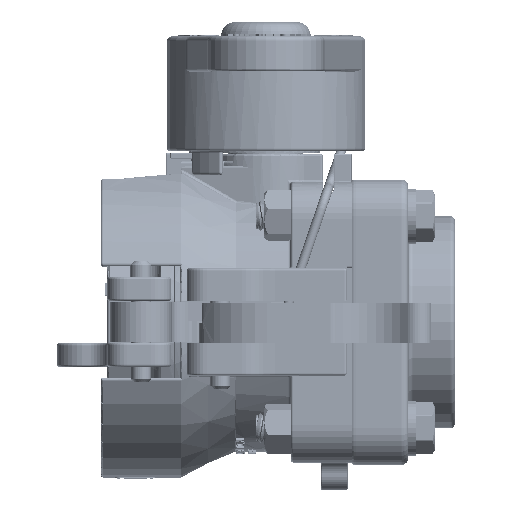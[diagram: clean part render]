
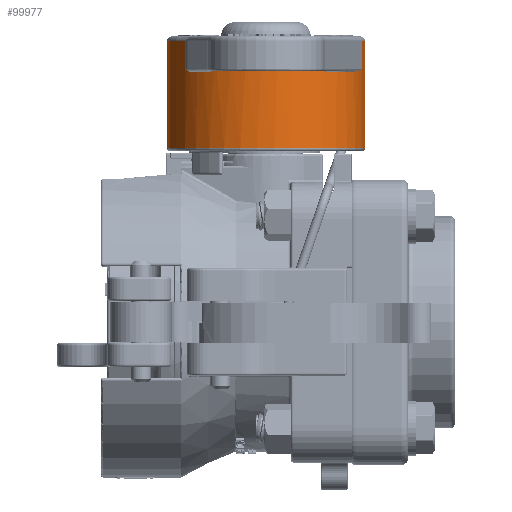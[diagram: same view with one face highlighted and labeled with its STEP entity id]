
A CAD part, top view. The second image highlights one B-rep face of the part: STEP entity #99977.
In plain terms, the highlighted cylindrical face has radius 31.547 mm (diameter 63.094 mm), a partial arc.
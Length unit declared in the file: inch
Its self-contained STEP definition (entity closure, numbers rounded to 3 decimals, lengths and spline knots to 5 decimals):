
#5811=CYLINDRICAL_SURFACE('',#107525,1.242);
#8495=LINE('',#216182,#17588);
#8497=LINE('',#216188,#17590);
#8498=LINE('',#216192,#17591);
#8499=LINE('',#216212,#17592);
#8500=LINE('',#216216,#17593);
#8501=LINE('',#216243,#17594);
#17588=VECTOR('',#119337,0.3937);
#17590=VECTOR('',#119343,0.3937);
#17591=VECTOR('',#119346,0.3937);
#17592=VECTOR('',#119349,0.3937);
#17593=VECTOR('',#119352,0.3937);
#17594=VECTOR('',#119355,0.3937);
#26323=FACE_OUTER_BOUND('',#32301,.T.);
#32301=EDGE_LOOP('',(#76971,#76972,#76973,#76974,#76975,#76976,#76977,#76978,
#76979,#76980,#76981,#76982,#76983,#76984,#76985,#76986,#76987));
#37789=CIRCLE('',#107500,1.242);
#37805=CIRCLE('',#107526,1.242);
#37806=CIRCLE('',#107527,1.242);
#37807=CIRCLE('',#107528,1.242);
#37808=CIRCLE('',#107529,1.242);
#37809=CIRCLE('',#107530,1.242);
#39669=B_SPLINE_CURVE_WITH_KNOTS('',3,(#216194,#216195,#216196,#216197,
#216198,#216199),.UNSPECIFIED.,.F.,.F.,(4,2,4),(0.,0.35584,0.65639),
 .UNSPECIFIED.);
#39670=B_SPLINE_CURVE_WITH_KNOTS('',3,(#216203,#216204,#216205,#216206,
#216207,#216208,#216209,#216210),.UNSPECIFIED.,.F.,.F.,(4,2,2,4),(0.58101,
0.6305,0.77123,0.77171),.UNSPECIFIED.);
#39671=B_SPLINE_CURVE_WITH_KNOTS('',3,(#216218,#216219,#216220,#216221,
#216222,#216223,#216224,#216225),.UNSPECIFIED.,.F.,.F.,(4,2,2,4),(-0.00055,
0.,0.1598,0.21601),.UNSPECIFIED.);
#39672=B_SPLINE_CURVE_WITH_KNOTS('',3,(#216229,#216230,#216231,#216232),
 .UNSPECIFIED.,.F.,.F.,(4,4),(0.53352,0.53599),
 .UNSPECIFIED.);
#39673=B_SPLINE_CURVE_WITH_KNOTS('',3,(#216234,#216235,#216236,#216237,
#216238,#216239,#216240,#216241),.UNSPECIFIED.,.F.,.F.,(4,2,2,4),(0.68771,
0.73808,1.01106,1.01211),.UNSPECIFIED.);
#45355=VERTEX_POINT('',#216120);
#45356=VERTEX_POINT('',#216124);
#45366=VERTEX_POINT('',#216181);
#45368=VERTEX_POINT('',#216187);
#45369=VERTEX_POINT('',#216189);
#45370=VERTEX_POINT('',#216191);
#45371=VERTEX_POINT('',#216193);
#45372=VERTEX_POINT('',#216200);
#45373=VERTEX_POINT('',#216202);
#45374=VERTEX_POINT('',#216211);
#45375=VERTEX_POINT('',#216213);
#45376=VERTEX_POINT('',#216215);
#45377=VERTEX_POINT('',#216217);
#45378=VERTEX_POINT('',#216226);
#45379=VERTEX_POINT('',#216228);
#45380=VERTEX_POINT('',#216233);
#45381=VERTEX_POINT('',#216242);
#56918=EDGE_CURVE('',#45355,#45356,#37789,.T.);
#56937=EDGE_CURVE('',#45356,#45366,#8495,.T.);
#56940=EDGE_CURVE('',#45368,#45355,#8497,.T.);
#56941=EDGE_CURVE('',#45369,#45368,#37805,.T.);
#56942=EDGE_CURVE('',#45369,#45370,#8498,.T.);
#56943=EDGE_CURVE('',#45371,#45370,#39669,.F.);
#56944=EDGE_CURVE('',#45371,#45372,#37806,.T.);
#56945=EDGE_CURVE('',#45373,#45372,#39670,.F.);
#56946=EDGE_CURVE('',#45374,#45373,#8499,.T.);
#56947=EDGE_CURVE('',#45375,#45374,#37807,.T.);
#56948=EDGE_CURVE('',#45376,#45375,#8500,.T.);
#56949=EDGE_CURVE('',#45377,#45376,#39671,.F.);
#56950=EDGE_CURVE('',#45377,#45378,#37808,.T.);
#56951=EDGE_CURVE('',#45379,#45378,#39672,.F.);
#56952=EDGE_CURVE('',#45380,#45379,#39673,.F.);
#56953=EDGE_CURVE('',#45381,#45380,#8501,.T.);
#56954=EDGE_CURVE('',#45366,#45381,#37809,.T.);
#76971=ORIENTED_EDGE('',*,*,#56918,.F.);
#76972=ORIENTED_EDGE('',*,*,#56940,.F.);
#76973=ORIENTED_EDGE('',*,*,#56941,.F.);
#76974=ORIENTED_EDGE('',*,*,#56942,.T.);
#76975=ORIENTED_EDGE('',*,*,#56943,.F.);
#76976=ORIENTED_EDGE('',*,*,#56944,.T.);
#76977=ORIENTED_EDGE('',*,*,#56945,.F.);
#76978=ORIENTED_EDGE('',*,*,#56946,.F.);
#76979=ORIENTED_EDGE('',*,*,#56947,.F.);
#76980=ORIENTED_EDGE('',*,*,#56948,.F.);
#76981=ORIENTED_EDGE('',*,*,#56949,.F.);
#76982=ORIENTED_EDGE('',*,*,#56950,.T.);
#76983=ORIENTED_EDGE('',*,*,#56951,.F.);
#76984=ORIENTED_EDGE('',*,*,#56952,.F.);
#76985=ORIENTED_EDGE('',*,*,#56953,.F.);
#76986=ORIENTED_EDGE('',*,*,#56954,.F.);
#76987=ORIENTED_EDGE('',*,*,#56937,.F.);
#99977=ADVANCED_FACE('',(#26323),#5811,.T.);
#107500=AXIS2_PLACEMENT_3D('',#216126,#119286,#119287);
#107525=AXIS2_PLACEMENT_3D('',#216186,#119341,#119342);
#107526=AXIS2_PLACEMENT_3D('',#216190,#119344,#119345);
#107527=AXIS2_PLACEMENT_3D('',#216201,#119347,#119348);
#107528=AXIS2_PLACEMENT_3D('',#216214,#119350,#119351);
#107529=AXIS2_PLACEMENT_3D('',#216227,#119353,#119354);
#107530=AXIS2_PLACEMENT_3D('',#216244,#119356,#119357);
#119286=DIRECTION('center_axis',(0.,-1.,0.));
#119287=DIRECTION('ref_axis',(1.,0.,0.));
#119337=DIRECTION('',(0.,1.,0.));
#119341=DIRECTION('center_axis',(0.,-1.,0.));
#119342=DIRECTION('ref_axis',(1.,0.,0.));
#119343=DIRECTION('',(0.,-1.,0.));
#119344=DIRECTION('center_axis',(0.,1.,0.));
#119345=DIRECTION('ref_axis',(-0.328,0.,-0.945));
#119346=DIRECTION('',(0.,-1.,0.));
#119347=DIRECTION('center_axis',(0.,-1.,0.));
#119348=DIRECTION('ref_axis',(-0.822,0.,0.569));
#119349=DIRECTION('',(0.,-1.,0.));
#119350=DIRECTION('center_axis',(0.,1.,0.));
#119351=DIRECTION('ref_axis',(0.999,0.,-0.035));
#119352=DIRECTION('',(0.,1.,0.));
#119353=DIRECTION('center_axis',(0.,-1.,0.));
#119354=DIRECTION('ref_axis',(-0.822,0.,0.569));
#119355=DIRECTION('',(0.,-1.,0.));
#119356=DIRECTION('center_axis',(0.,1.,0.));
#119357=DIRECTION('ref_axis',(-0.159,0.,0.987));
#216120=CARTESIAN_POINT('',(-0.99635,-1.4,-0.74152));
#216124=CARTESIAN_POINT('',(-0.99635,-1.4,0.74152));
#216126=CARTESIAN_POINT('Origin',(0.,-1.4,0.));
#216181=CARTESIAN_POINT('',(-0.99635,-0.06,0.74152));
#216182=CARTESIAN_POINT('',(-0.99635,0.,0.74152));
#216186=CARTESIAN_POINT('Origin',(0.,0.,0.));
#216187=CARTESIAN_POINT('',(-0.99635,-0.06,-0.74152));
#216188=CARTESIAN_POINT('',(-0.99635,0.,-0.74152));
#216189=CARTESIAN_POINT('',(0.32145,-0.06,-1.19968));
#216190=CARTESIAN_POINT('Origin',(0.,-0.06,0.));
#216191=CARTESIAN_POINT('',(0.32145,-0.41,-1.19968));
#216192=CARTESIAN_POINT('',(0.32145,0.,-1.19968));
#216193=CARTESIAN_POINT('',(0.57577,-0.44,-1.10048));
#216194=CARTESIAN_POINT('Ctrl Pts',(0.32145,-0.41,-1.19968));
#216195=CARTESIAN_POINT('Ctrl Pts',(0.36603,-0.41717,
-1.18774));
#216196=CARTESIAN_POINT('Ctrl Pts',(0.41858,-0.42571,
-1.17026));
#216197=CARTESIAN_POINT('Ctrl Pts',(0.49799,-0.43586,
-1.13847));
#216198=CARTESIAN_POINT('Ctrl Pts',(0.54083,-0.44,-1.11876));
#216199=CARTESIAN_POINT('Ctrl Pts',(0.57577,-0.44,-1.10048));
#216200=CARTESIAN_POINT('',(0.99216,-0.44,-0.74712));
#216201=CARTESIAN_POINT('Origin',(0.,-0.44,0.));
#216202=CARTESIAN_POINT('',(1.03018,-0.41,-0.69376));
#216203=CARTESIAN_POINT('Ctrl Pts',(0.99216,-0.44,-0.74712));
#216204=CARTESIAN_POINT('Ctrl Pts',(0.99487,-0.44,
-0.74352));
#216205=CARTESIAN_POINT('Ctrl Pts',(0.998,-0.43941,
-0.73932));
#216206=CARTESIAN_POINT('Ctrl Pts',(1.01163,-0.43322,
-0.72074));
#216207=CARTESIAN_POINT('Ctrl Pts',(1.02059,-0.42242,
-0.70799));
#216208=CARTESIAN_POINT('Ctrl Pts',(1.03011,-0.41008,
-0.69385));
#216209=CARTESIAN_POINT('Ctrl Pts',(1.03015,-0.41004,
-0.6938));
#216210=CARTESIAN_POINT('Ctrl Pts',(1.03018,-0.41,-0.69376));
#216211=CARTESIAN_POINT('',(1.03018,-0.27,-0.69376));
#216212=CARTESIAN_POINT('',(1.03018,0.,-0.69376));
#216213=CARTESIAN_POINT('',(1.07674,-0.27,0.61903));
#216214=CARTESIAN_POINT('Origin',(0.,-0.27,0.));
#216215=CARTESIAN_POINT('',(1.07674,-0.41,0.61903));
#216216=CARTESIAN_POINT('',(1.07674,0.,0.61903));
#216217=CARTESIAN_POINT('',(1.0426,-0.44,0.67495));
#216218=CARTESIAN_POINT('Ctrl Pts',(1.07674,-0.41,0.61903));
#216219=CARTESIAN_POINT('Ctrl Pts',(1.07671,-0.41004,
0.61908));
#216220=CARTESIAN_POINT('Ctrl Pts',(1.07668,-0.41008,
0.61913));
#216221=CARTESIAN_POINT('Ctrl Pts',(1.06818,-0.42242,
0.63391));
#216222=CARTESIAN_POINT('Ctrl Pts',(1.06015,-0.43322,
0.64726));
#216223=CARTESIAN_POINT('Ctrl Pts',(1.04787,-0.43941,
0.66675));
#216224=CARTESIAN_POINT('Ctrl Pts',(1.04505,-0.44,
0.67116));
#216225=CARTESIAN_POINT('Ctrl Pts',(1.0426,-0.44,0.67495));
#216226=CARTESIAN_POINT('',(0.80444,-0.44,0.94628));
#216227=CARTESIAN_POINT('Origin',(0.,-0.44,0.));
#216228=CARTESIAN_POINT('',(0.80369,-0.44,0.94691));
#216229=CARTESIAN_POINT('Ctrl Pts',(0.80444,-0.44,0.94628));
#216230=CARTESIAN_POINT('Ctrl Pts',(0.80419,-0.44,0.94649));
#216231=CARTESIAN_POINT('Ctrl Pts',(0.80394,-0.44,
0.9467));
#216232=CARTESIAN_POINT('Ctrl Pts',(0.80369,-0.44,
0.94691));
#216233=CARTESIAN_POINT('',(0.71342,-0.41,1.01666));
#216234=CARTESIAN_POINT('Ctrl Pts',(0.80369,-0.44,
0.94691));
#216235=CARTESIAN_POINT('Ctrl Pts',(0.79832,-0.43994,
0.95147));
#216236=CARTESIAN_POINT('Ctrl Pts',(0.79326,-0.4393,
0.95569));
#216237=CARTESIAN_POINT('Ctrl Pts',(0.76613,-0.43454,
0.978));
#216238=CARTESIAN_POINT('Ctrl Pts',(0.74115,-0.42286,
0.99719));
#216239=CARTESIAN_POINT('Ctrl Pts',(0.71363,-0.4101,
1.01651));
#216240=CARTESIAN_POINT('Ctrl Pts',(0.71353,-0.41005,
1.01658));
#216241=CARTESIAN_POINT('Ctrl Pts',(0.71342,-0.41,1.01666));
#216242=CARTESIAN_POINT('',(0.71342,-0.06,1.01666));
#216243=CARTESIAN_POINT('',(0.71342,0.,1.01666));
#216244=CARTESIAN_POINT('Origin',(0.,-0.06,0.));
